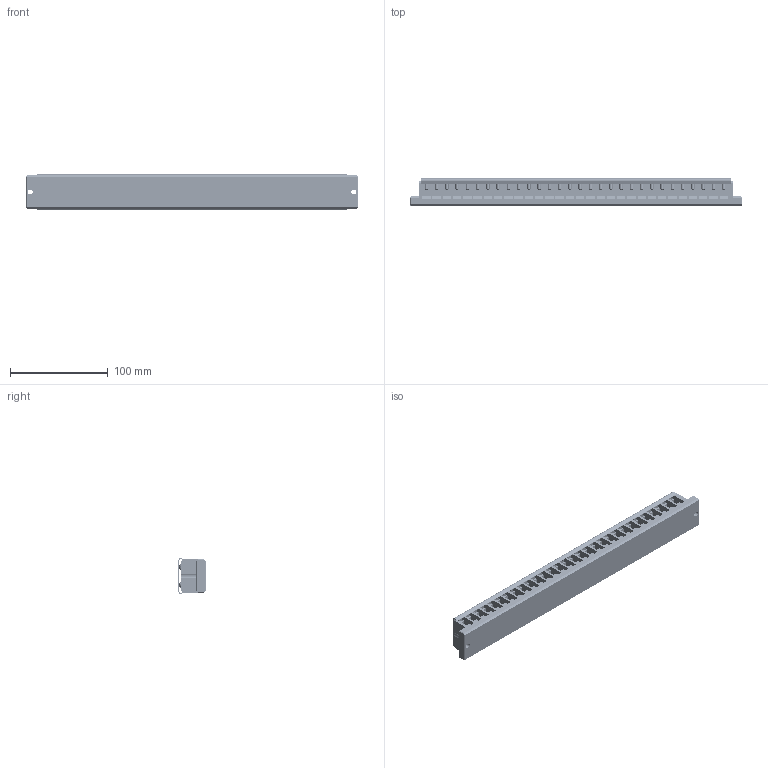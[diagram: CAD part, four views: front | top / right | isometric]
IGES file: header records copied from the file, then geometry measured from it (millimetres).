
Start section: SolidWorks IGES file using analytic representation for surfaces
Global section: file name: BTBH15LC30_rev0.0.IGS; native system: SolidWorks 2019; preprocessor: SolidWorks 2019; author: 1003643; date: 211020.091602; units: millimetre
Bounding box: 340 x 28 x 36.6 mm (x, y, z)
Surface area: 162863.8 mm2 (no closed solid volume)
Topology: 0 solids, 0 shells, 3869 faces, 41796 edges, 41796 vertices
Faces by surface type: bspline 2648, revolution 1221
